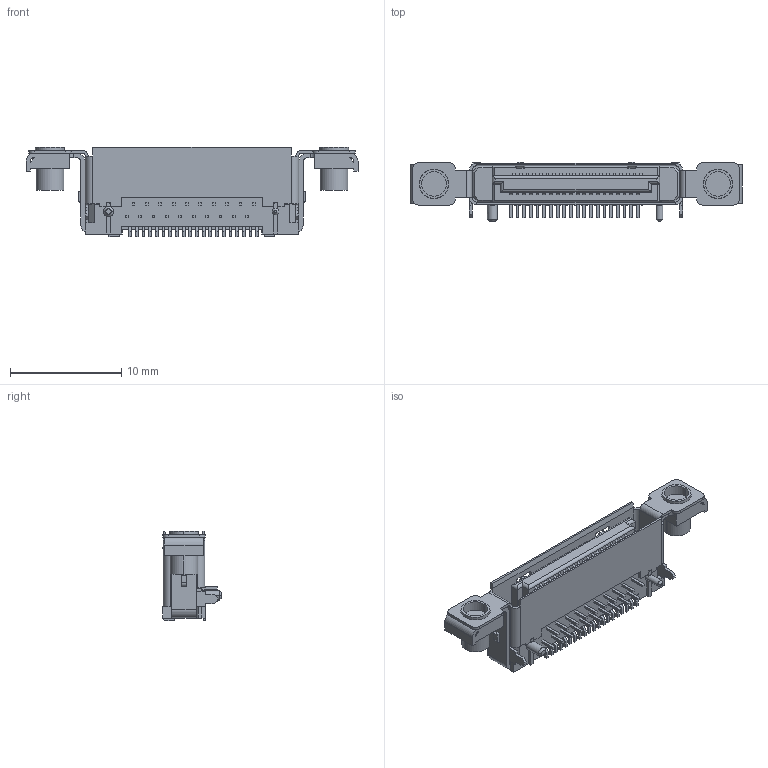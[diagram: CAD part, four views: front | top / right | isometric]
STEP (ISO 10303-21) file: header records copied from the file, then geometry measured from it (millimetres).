
FILE_DESCRIPTION((''),'2;1');
FILE_NAME('C-2129260-1','2013-06-21T',('workeradm'),('Tyco Electronics Ltd.'),'PRO/ENGINEER BY PARAMETRIC TECHNOLOGY CORPORATION, 2011490','PRO/ENGINEER BY PARAMETRIC TECHNOLOGY CORPORATION, 2011490','');
FILE_SCHEMA(('AUTOMOTIVE_DESIGN { 1 0 10303 214 1 1 1 1 }'));
Length unit declared in the file: millimetre
Products named in the file (1): C-2129260-1
Bounding box: 29.8 x 5.31 x 8.05 mm (x, y, z)
Volume: 400.7 mm3; surface area: 1270.2 mm2
Topology: 1 solids, 1 shells, 1086 faces, 3062 edges, 2012 vertices
Faces by surface type: plane 676, cylinder 402, cone 8
Entity records: 35966 total; most frequent: CARTESIAN_POINT 6578, ORIENTED_EDGE 6124, DIRECTION 5996, EDGE_CURVE 3062, VECTOR 2236, LINE 2236, VERTEX_POINT 2012, AXIS2_PLACEMENT_3D 1880
